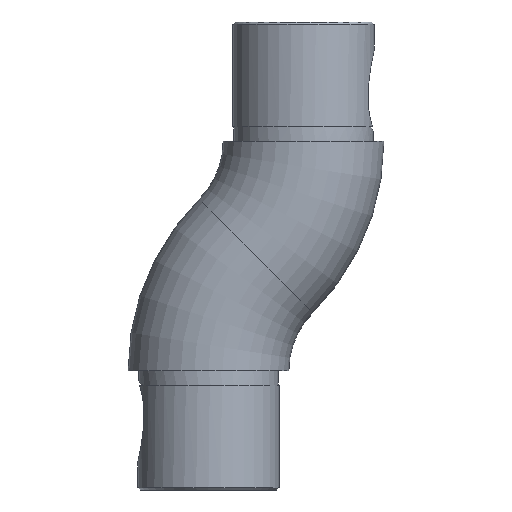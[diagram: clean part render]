
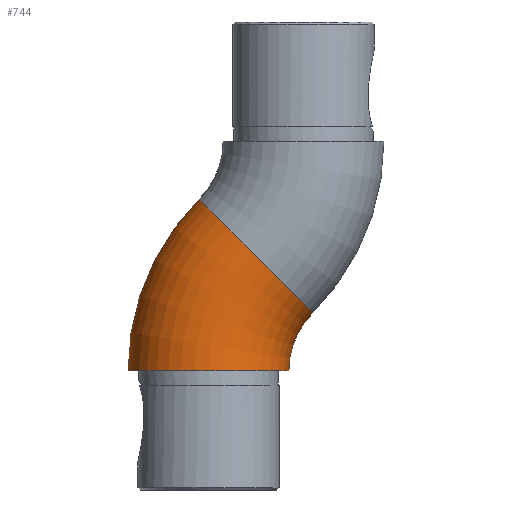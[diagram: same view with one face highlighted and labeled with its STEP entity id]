
A CAD part, front view. The second image highlights one B-rep face of the part: STEP entity #744.
In plain terms, the highlighted toroidal (fillet/blend) face has major radius 34 mm and minor radius 16.85 mm.
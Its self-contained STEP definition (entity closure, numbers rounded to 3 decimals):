
#14 = DIRECTION ( 'NONE',  ( 0., 0., 1. ) ) ;
#15 = VERTEX_POINT ( 'NONE', #1113 ) ;
#92 = ORIENTED_EDGE ( 'NONE', *, *, #918, .T. ) ;
#99 = CARTESIAN_POINT ( 'NONE',  ( 9.958, 0., 49.042 ) ) ;
#130 = CIRCLE ( 'NONE', #1925, 16.85 ) ;
#135 = AXIS2_PLACEMENT_3D ( 'NONE', #1295, #1732, #14 ) ;
#186 = FACE_OUTER_BOUND ( 'NONE', #2683, .T. ) ;
#273 = DIRECTION ( 'NONE',  ( 0., 0., 1. ) ) ;
#312 = ORIENTED_EDGE ( 'NONE', *, *, #510, .F. ) ;
#407 = TOROIDAL_SURFACE ( 'NONE', #2551, 34., 16.85 ) ;
#495 = AXIS2_PLACEMENT_3D ( 'NONE', #1346, #273, #1532 ) ;
#510 = EDGE_CURVE ( 'NONE', #1496, #2334, #1338, .T. ) ;
#715 = DIRECTION ( 'NONE',  ( 0., 0., 1. ) ) ;
#744 = ADVANCED_FACE ( 'NONE', ( #186 ), #407, .T. ) ;
#800 = EDGE_CURVE ( 'NONE', #2334, #1670, #130, .T. ) ;
#805 = CARTESIAN_POINT ( 'NONE',  ( -16.85, 0., 25. ) ) ;
#843 = DIRECTION ( 'NONE',  ( 0., 1., 0. ) ) ;
#918 = EDGE_CURVE ( 'NONE', #15, #1670, #1092, .T. ) ;
#1092 = CIRCLE ( 'NONE', #2608, 17.15 ) ;
#1113 = CARTESIAN_POINT ( 'NONE',  ( 16.85, 0., 25. ) ) ;
#1250 = ORIENTED_EDGE ( 'NONE', *, *, #2610, .T. ) ;
#1295 = CARTESIAN_POINT ( 'NONE',  ( 34., 0., 25. ) ) ;
#1338 = CIRCLE ( 'NONE', #135, 50.85 ) ;
#1346 = CARTESIAN_POINT ( 'NONE',  ( 0., 0., 25. ) ) ;
#1496 = VERTEX_POINT ( 'NONE', #805 ) ;
#1532 = DIRECTION ( 'NONE',  ( 1., 0., 0. ) ) ;
#1534 = DIRECTION ( 'NONE',  ( 0., 0., 1. ) ) ;
#1594 = DIRECTION ( 'NONE',  ( 0.707, 0., -0.707 ) ) ;
#1670 = VERTEX_POINT ( 'NONE', #2579 ) ;
#1706 = CIRCLE ( 'NONE', #495, 16.85 ) ;
#1732 = DIRECTION ( 'NONE',  ( 0., 1., 0. ) ) ;
#1780 = CARTESIAN_POINT ( 'NONE',  ( 34., 0., 25. ) ) ;
#1835 = DIRECTION ( 'NONE',  ( 0.707, 0., 0.707 ) ) ;
#1925 = AXIS2_PLACEMENT_3D ( 'NONE', #99, #1835, #1594 ) ;
#2334 = VERTEX_POINT ( 'NONE', #2474 ) ;
#2474 = CARTESIAN_POINT ( 'NONE',  ( -1.956, 0., 60.956 ) ) ;
#2551 = AXIS2_PLACEMENT_3D ( 'NONE', #2744, #843, #1534 ) ;
#2579 = CARTESIAN_POINT ( 'NONE',  ( 21.873, 0., 37.127 ) ) ;
#2608 = AXIS2_PLACEMENT_3D ( 'NONE', #1780, #2630, #715 ) ;
#2610 = EDGE_CURVE ( 'NONE', #1496, #15, #1706, .T. ) ;
#2630 = DIRECTION ( 'NONE',  ( 0., 1., 0. ) ) ;
#2683 = EDGE_LOOP ( 'NONE', ( #312, #1250, #92, #2722 ) ) ;
#2722 = ORIENTED_EDGE ( 'NONE', *, *, #800, .F. ) ;
#2744 = CARTESIAN_POINT ( 'NONE',  ( 34., 0., 25. ) ) ;
